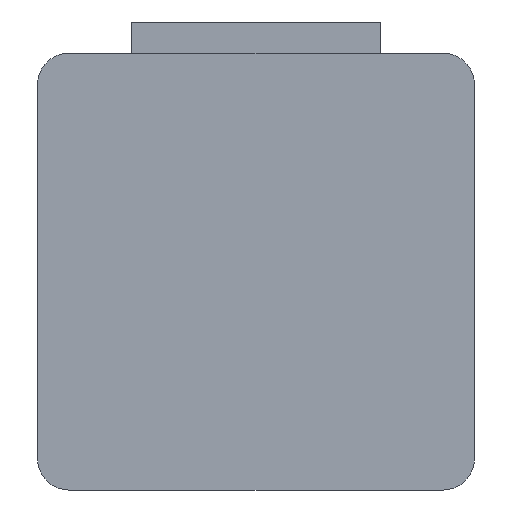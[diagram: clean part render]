
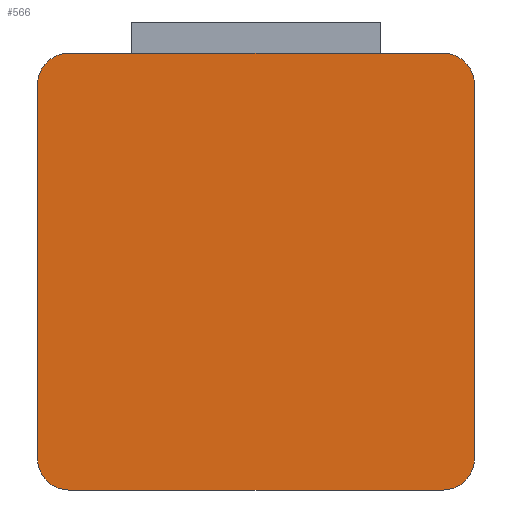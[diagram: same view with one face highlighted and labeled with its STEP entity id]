
A CAD part, front view. The second image highlights one B-rep face of the part: STEP entity #566.
In plain terms, the highlighted planar face has unit normal (0, -1, 0).
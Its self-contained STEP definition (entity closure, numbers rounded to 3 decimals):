
#1=CARTESIAN_POINT('',(-6.,0.,-6.));
#2=DIRECTION('',(0.,-1.,0.));
#3=DIRECTION('',(-1.,0.,0.));
#4=AXIS2_PLACEMENT_3D('',#1,#2,#3);
#6=DIRECTION('',(0.,0.,1.));
#7=VECTOR('',#6,12.);
#8=CARTESIAN_POINT('',(-7.,0.,-6.));
#9=LINE('',#8,#7);
#10=CARTESIAN_POINT('',(-6.,0.,6.));
#11=DIRECTION('',(0.,-1.,0.));
#12=DIRECTION('',(0.,0.,1.));
#13=AXIS2_PLACEMENT_3D('',#10,#11,#12);
#15=DIRECTION('',(1.,0.,0.));
#16=VECTOR('',#15,12.);
#17=CARTESIAN_POINT('',(-6.,0.,7.));
#18=LINE('',#17,#16);
#19=CARTESIAN_POINT('',(6.,0.,6.));
#20=DIRECTION('',(0.,-1.,0.));
#21=DIRECTION('',(1.,0.,0.));
#22=AXIS2_PLACEMENT_3D('',#19,#20,#21);
#24=DIRECTION('',(0.,0.,-1.));
#25=VECTOR('',#24,12.);
#26=CARTESIAN_POINT('',(7.,0.,6.));
#27=LINE('',#26,#25);
#28=CARTESIAN_POINT('',(6.,0.,-6.));
#29=DIRECTION('',(0.,-1.,0.));
#30=DIRECTION('',(0.,0.,-1.));
#31=AXIS2_PLACEMENT_3D('',#28,#29,#30);
#33=DIRECTION('',(-1.,0.,0.));
#34=VECTOR('',#33,12.);
#35=CARTESIAN_POINT('',(6.,0.,-7.));
#36=LINE('',#35,#34);
#423=CARTESIAN_POINT('',(-7.,0.,-6.));
#424=CARTESIAN_POINT('',(-6.,0.,-7.));
#425=VERTEX_POINT('',#423);
#426=VERTEX_POINT('',#424);
#427=CARTESIAN_POINT('',(6.,0.,-7.));
#428=CARTESIAN_POINT('',(7.,0.,-6.));
#429=VERTEX_POINT('',#427);
#430=VERTEX_POINT('',#428);
#431=CARTESIAN_POINT('',(7.,0.,6.));
#432=CARTESIAN_POINT('',(6.,0.,7.));
#433=VERTEX_POINT('',#431);
#434=VERTEX_POINT('',#432);
#435=CARTESIAN_POINT('',(-6.,0.,7.));
#436=CARTESIAN_POINT('',(-7.,0.,6.));
#437=VERTEX_POINT('',#435);
#438=VERTEX_POINT('',#436);
#543=CARTESIAN_POINT('',(0.,0.,0.));
#544=DIRECTION('',(0.,1.,0.));
#545=DIRECTION('',(1.,0.,0.));
#546=AXIS2_PLACEMENT_3D('',#543,#544,#545);
#547=PLANE('',#546);
#549=ORIENTED_EDGE('',*,*,#548,.F.);
#551=ORIENTED_EDGE('',*,*,#550,.T.);
#553=ORIENTED_EDGE('',*,*,#552,.F.);
#555=ORIENTED_EDGE('',*,*,#554,.T.);
#557=ORIENTED_EDGE('',*,*,#556,.F.);
#559=ORIENTED_EDGE('',*,*,#558,.T.);
#561=ORIENTED_EDGE('',*,*,#560,.F.);
#563=ORIENTED_EDGE('',*,*,#562,.T.);
#564=EDGE_LOOP('',(#549,#551,#553,#555,#557,#559,#561,#563));
#565=FACE_OUTER_BOUND('',#564,.F.);
#566=ADVANCED_FACE('',(#565),#547,.F.);
#5=CIRCLE('',#4,1.);
#14=CIRCLE('',#13,1.);
#23=CIRCLE('',#22,1.);
#32=CIRCLE('',#31,1.);
#548=EDGE_CURVE('',#425,#426,#5,.T.);
#550=EDGE_CURVE('',#425,#438,#9,.T.);
#552=EDGE_CURVE('',#437,#438,#14,.T.);
#554=EDGE_CURVE('',#437,#434,#18,.T.);
#556=EDGE_CURVE('',#433,#434,#23,.T.);
#558=EDGE_CURVE('',#433,#430,#27,.T.);
#560=EDGE_CURVE('',#429,#430,#32,.T.);
#562=EDGE_CURVE('',#429,#426,#36,.T.);
